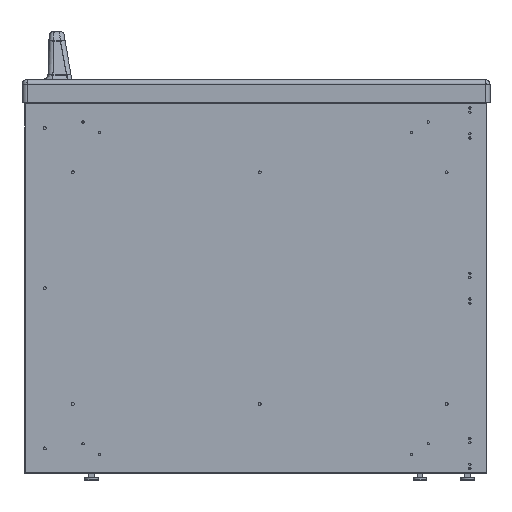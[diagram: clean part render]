
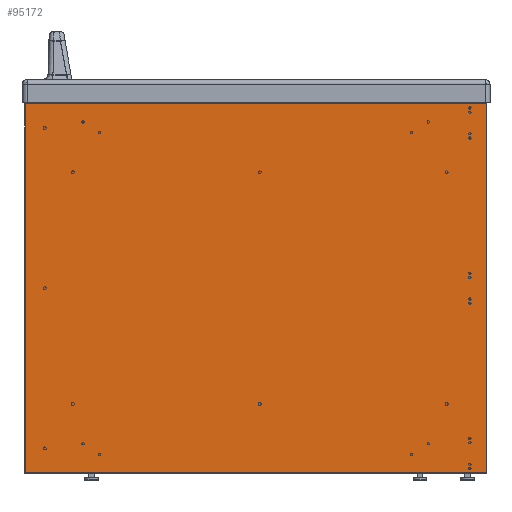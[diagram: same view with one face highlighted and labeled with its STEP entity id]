
A CAD part, front view. The second image highlights one B-rep face of the part: STEP entity #95172.
In plain terms, the highlighted face is planar.
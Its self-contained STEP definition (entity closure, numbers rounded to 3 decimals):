
#95133=CARTESIAN_POINT('',(-796.,346.0,555.0));
#95134=DIRECTION('',(1.0,0.0,0.0));
#95135=DIRECTION('',(0.0,0.0,-1.0));
#95136=AXIS2_PLACEMENT_3D('',#95133,#95134,#95135);
#95137=PLANE('',#95136);
#95138=CARTESIAN_POINT('',(-796.,345.2,554.2));
#95139=VERTEX_POINT('',#95138);
#95140=CARTESIAN_POINT('',(-796.,345.2,0.8));
#95141=VERTEX_POINT('',#95140);
#95142=CARTESIAN_POINT('',(-796.,345.2,554.2));
#95143=DIRECTION('',(0.0,0.0,-1.0));
#95144=VECTOR('',#95143,553.4);
#95145=LINE('',#95142,#95144);
#95146=EDGE_CURVE('',#95139,#95141,#95145,.T.);
#95147=ORIENTED_EDGE('',*,*,#95146,.T.);
#95148=CARTESIAN_POINT('',(-796.,-346.0,0.8));
#95149=VERTEX_POINT('',#95148);
#95150=CARTESIAN_POINT('',(-796.,345.2,0.8));
#95151=DIRECTION('',(0.0,-1.0,0.0));
#95152=VECTOR('',#95151,691.2);
#95153=LINE('',#95150,#95152);
#95154=EDGE_CURVE('',#95141,#95149,#95153,.T.);
#95155=ORIENTED_EDGE('',*,*,#95154,.T.);
#95156=CARTESIAN_POINT('',(-796.,-346.0,554.2));
#95157=VERTEX_POINT('',#95156);
#95158=CARTESIAN_POINT('',(-796.,-346.0,554.2));
#95159=DIRECTION('',(0.0,0.0,-1.0));
#95160=VECTOR('',#95159,553.4);
#95161=LINE('',#95158,#95160);
#95162=EDGE_CURVE('',#95157,#95149,#95161,.T.);
#95163=ORIENTED_EDGE('',*,*,#95162,.F.);
#95164=CARTESIAN_POINT('',(-796.,345.2,554.2));
#95165=DIRECTION('',(0.0,-1.0,0.0));
#95166=VECTOR('',#95165,691.2);
#95167=LINE('',#95164,#95166);
#95168=EDGE_CURVE('',#95157,#95139,#95167,.F.);
#95169=ORIENTED_EDGE('',*,*,#95168,.T.);
#95170=EDGE_LOOP('',(#95147,#95155,#95163,#95169));
#95171=FACE_OUTER_BOUND('',#95170,.T.);
#95172=ADVANCED_FACE('',(#95171),#95137,.F.);
